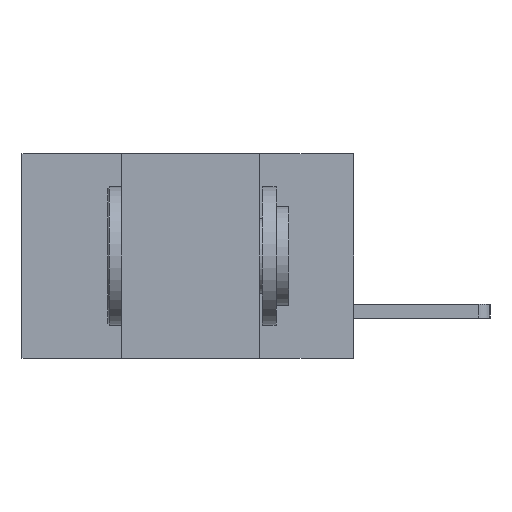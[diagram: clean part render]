
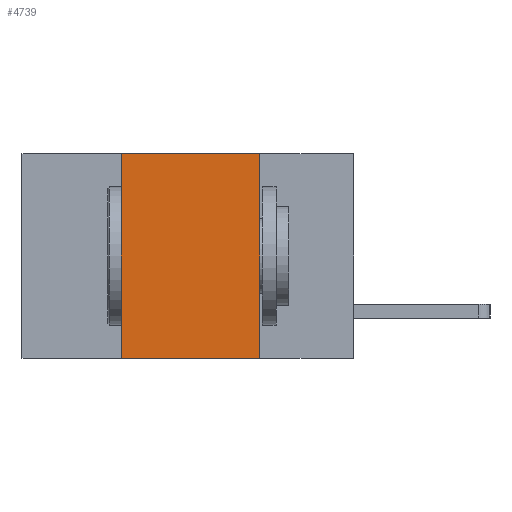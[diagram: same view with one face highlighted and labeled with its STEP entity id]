
A CAD part, left-side view. The second image highlights one B-rep face of the part: STEP entity #4739.
In plain terms, the highlighted planar face has unit normal (-1, 0, 0).
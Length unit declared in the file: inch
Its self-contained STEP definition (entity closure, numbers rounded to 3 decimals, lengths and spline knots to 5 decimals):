
#54 = CARTESIAN_POINT ( 'NONE',  ( 0., 0.6, 0. ) ) ;
#75 = CARTESIAN_POINT ( 'NONE',  ( 0., 0.17, 0. ) ) ;
#208 = CARTESIAN_POINT ( 'NONE',  ( 0., 0.6, -0.37 ) ) ;
#359 = EDGE_CURVE ( 'NONE', #7914, #9562, #8361, .T. ) ;
#363 = CARTESIAN_POINT ( 'NONE',  ( 0., 0.17, -0.37 ) ) ;
#508 = DIRECTION ( 'NONE',  ( 0., 0., 1. ) ) ;
#570 = EDGE_LOOP ( 'NONE', ( #10447, #8456, #6302, #8944 ) ) ;
#950 = DIRECTION ( 'NONE',  ( 0., 0., -1. ) ) ;
#2510 = EDGE_CURVE ( 'NONE', #8153, #9562, #8446, .T. ) ;
#2936 = CARTESIAN_POINT ( 'NONE',  ( 0., 0.42, 0. ) ) ;
#3367 = CARTESIAN_POINT ( 'NONE',  ( 0., 0.42, 0. ) ) ;
#3495 = DIRECTION ( 'NONE',  ( 0., -1., 0. ) ) ;
#4083 = CARTESIAN_POINT ( 'NONE',  ( 0., 0.42, -0.37 ) ) ;
#4125 = AXIS2_PLACEMENT_3D ( 'NONE', #7553, #10175, #8376 ) ;
#4527 = VECTOR ( 'NONE', #8290, 39.37008 ) ;
#4739 = ADVANCED_FACE ( 'NONE', ( #9005 ), #10671, .F. ) ;
#5482 = VECTOR ( 'NONE', #950, 39.37008 ) ;
#6252 = EDGE_CURVE ( 'NONE', #8153, #9887, #7059, .T. ) ;
#6302 = ORIENTED_EDGE ( 'NONE', *, *, #6252, .F. ) ;
#6721 = LINE ( 'NONE', #54, #4527 ) ;
#6891 = VECTOR ( 'NONE', #3495, 39.37008 ) ;
#7059 = LINE ( 'NONE', #2936, #8851 ) ;
#7179 = EDGE_CURVE ( 'NONE', #9887, #7914, #6721, .T. ) ;
#7310 = CARTESIAN_POINT ( 'NONE',  ( 0., 0.17, 0. ) ) ;
#7553 = CARTESIAN_POINT ( 'NONE',  ( 0., 0.6, 0. ) ) ;
#7914 = VERTEX_POINT ( 'NONE', #7310 ) ;
#8153 = VERTEX_POINT ( 'NONE', #4083 ) ;
#8290 = DIRECTION ( 'NONE',  ( 0., -1., 0. ) ) ;
#8361 = LINE ( 'NONE', #75, #5482 ) ;
#8376 = DIRECTION ( 'NONE',  ( 0., 0., -1. ) ) ;
#8446 = LINE ( 'NONE', #208, #6891 ) ;
#8456 = ORIENTED_EDGE ( 'NONE', *, *, #7179, .F. ) ;
#8851 = VECTOR ( 'NONE', #508, 39.37008 ) ;
#8944 = ORIENTED_EDGE ( 'NONE', *, *, #2510, .T. ) ;
#9005 = FACE_OUTER_BOUND ( 'NONE', #570, .T. ) ;
#9562 = VERTEX_POINT ( 'NONE', #363 ) ;
#9887 = VERTEX_POINT ( 'NONE', #3367 ) ;
#10175 = DIRECTION ( 'NONE',  ( 1., 0., 0. ) ) ;
#10447 = ORIENTED_EDGE ( 'NONE', *, *, #359, .F. ) ;
#10671 = PLANE ( 'NONE',  #4125 ) ;
